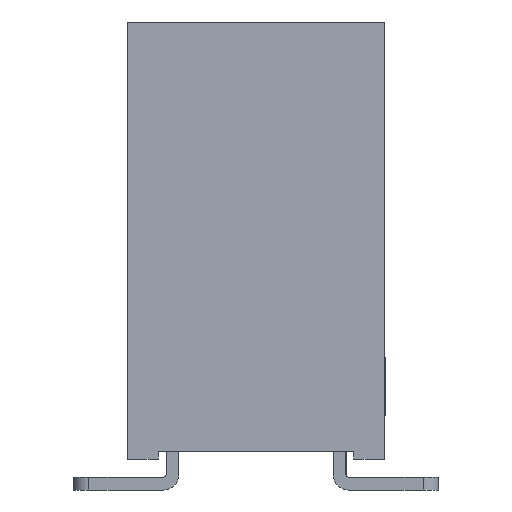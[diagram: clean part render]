
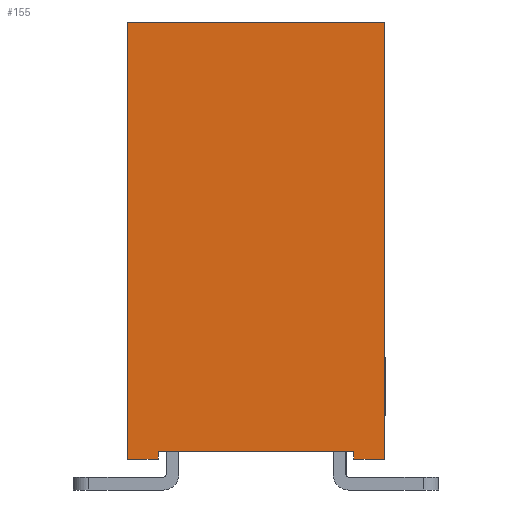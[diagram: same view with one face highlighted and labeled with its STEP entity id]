
A CAD part, left-side view. The second image highlights one B-rep face of the part: STEP entity #155.
In plain terms, the highlighted planar face has unit normal (-1, 0, 0).
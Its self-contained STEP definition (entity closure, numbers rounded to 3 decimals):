
#155 = ADVANCED_FACE ( 'NONE', ( #17546 ), #11117, .F. ) ;
#210 = CARTESIAN_POINT ( 'NONE',  ( -6.55, -1.9, 0. ) ) ;
#303 = EDGE_CURVE ( 'NONE', #2732, #12416, #8220, .T. ) ;
#436 = ORIENTED_EDGE ( 'NONE', *, *, #303, .T. ) ;
#648 = EDGE_CURVE ( 'NONE', #13327, #15954, #10332, .T. ) ;
#1246 = VERTEX_POINT ( 'NONE', #10309 ) ;
#1506 = CARTESIAN_POINT ( 'NONE',  ( -6.55, 2.5, 0. ) ) ;
#1741 = VECTOR ( 'NONE', #19286, 1000. ) ;
#1946 = VERTEX_POINT ( 'NONE', #12507 ) ;
#2078 = VECTOR ( 'NONE', #11766, 1000. ) ;
#2329 = CARTESIAN_POINT ( 'NONE',  ( -6.55, 2.5, 8.5 ) ) ;
#2732 = VERTEX_POINT ( 'NONE', #2329 ) ;
#3003 = ORIENTED_EDGE ( 'NONE', *, *, #12672, .T. ) ;
#3237 = VECTOR ( 'NONE', #15995, 1000. ) ;
#3364 = VECTOR ( 'NONE', #7884, 1000. ) ;
#4093 = CARTESIAN_POINT ( 'NONE',  ( -6.55, 2.5, 8.5 ) ) ;
#5324 = ORIENTED_EDGE ( 'NONE', *, *, #648, .T. ) ;
#6153 = ORIENTED_EDGE ( 'NONE', *, *, #7362, .F. ) ;
#6156 = VERTEX_POINT ( 'NONE', #12400 ) ;
#6351 = CARTESIAN_POINT ( 'NONE',  ( -6.55, -1.9, 0.15 ) ) ;
#6372 = EDGE_CURVE ( 'NONE', #18724, #6156, #13819, .T. ) ;
#6412 = CARTESIAN_POINT ( 'NONE',  ( -6.55, 1.9, 0.15 ) ) ;
#7362 = EDGE_CURVE ( 'NONE', #1946, #1246, #13258, .T. ) ;
#7699 = EDGE_CURVE ( 'NONE', #12416, #6156, #18112, .T. ) ;
#7884 = DIRECTION ( 'NONE',  ( 0., 1., 0. ) ) ;
#8220 = LINE ( 'NONE', #11095, #3237 ) ;
#8765 = LINE ( 'NONE', #19495, #1741 ) ;
#8898 = LINE ( 'NONE', #6351, #3364 ) ;
#9334 = DIRECTION ( 'NONE',  ( 0., 0., -1. ) ) ;
#9917 = DIRECTION ( 'NONE',  ( 0., 0., -1. ) ) ;
#10007 = CARTESIAN_POINT ( 'NONE',  ( -6.55, 2.5, 8.5 ) ) ;
#10061 = CARTESIAN_POINT ( 'NONE',  ( -6.55, -2.5, 8.5 ) ) ;
#10309 = CARTESIAN_POINT ( 'NONE',  ( -6.55, -2.5, 0. ) ) ;
#10332 = LINE ( 'NONE', #16460, #16519 ) ;
#10362 = ORIENTED_EDGE ( 'NONE', *, *, #6372, .F. ) ;
#10851 = CARTESIAN_POINT ( 'NONE',  ( -6.55, 1.9, 0.15 ) ) ;
#11095 = CARTESIAN_POINT ( 'NONE',  ( -6.55, 2.5, 8.5 ) ) ;
#11117 = PLANE ( 'NONE',  #13022 ) ;
#11360 = CARTESIAN_POINT ( 'NONE',  ( -6.55, -1.9, 0.15 ) ) ;
#11472 = EDGE_CURVE ( 'NONE', #13327, #18724, #8898, .T. ) ;
#11766 = DIRECTION ( 'NONE',  ( 0., -1., 0. ) ) ;
#12036 = ORIENTED_EDGE ( 'NONE', *, *, #11472, .F. ) ;
#12190 = CARTESIAN_POINT ( 'NONE',  ( -6.55, 2.5, 0. ) ) ;
#12400 = CARTESIAN_POINT ( 'NONE',  ( -6.55, 1.9, 0. ) ) ;
#12416 = VERTEX_POINT ( 'NONE', #12190 ) ;
#12507 = CARTESIAN_POINT ( 'NONE',  ( -6.55, -2.5, 8.5 ) ) ;
#12672 = EDGE_CURVE ( 'NONE', #15954, #1246, #8765, .T. ) ;
#13022 = AXIS2_PLACEMENT_3D ( 'NONE', #10007, #17248, #9917 ) ;
#13144 = VECTOR ( 'NONE', #14869, 1000. ) ;
#13258 = LINE ( 'NONE', #10061, #13144 ) ;
#13327 = VERTEX_POINT ( 'NONE', #11360 ) ;
#13437 = DIRECTION ( 'NONE',  ( 0., 0., -1. ) ) ;
#13574 = DIRECTION ( 'NONE',  ( 0., -1., 0. ) ) ;
#13819 = LINE ( 'NONE', #6412, #18074 ) ;
#13898 = ORIENTED_EDGE ( 'NONE', *, *, #18000, .F. ) ;
#14869 = DIRECTION ( 'NONE',  ( 0., 0., -1. ) ) ;
#15045 = ORIENTED_EDGE ( 'NONE', *, *, #7699, .T. ) ;
#15922 = LINE ( 'NONE', #4093, #2078 ) ;
#15954 = VERTEX_POINT ( 'NONE', #210 ) ;
#15995 = DIRECTION ( 'NONE',  ( 0., 0., -1. ) ) ;
#16460 = CARTESIAN_POINT ( 'NONE',  ( -6.55, -1.9, 0.15 ) ) ;
#16519 = VECTOR ( 'NONE', #13437, 1000. ) ;
#16946 = EDGE_LOOP ( 'NONE', ( #15045, #10362, #12036, #5324, #3003, #6153, #13898, #436 ) ) ;
#17248 = DIRECTION ( 'NONE',  ( 1., 0., 0. ) ) ;
#17546 = FACE_OUTER_BOUND ( 'NONE', #16946, .T. ) ;
#18000 = EDGE_CURVE ( 'NONE', #2732, #1946, #15922, .T. ) ;
#18074 = VECTOR ( 'NONE', #9334, 1000. ) ;
#18112 = LINE ( 'NONE', #1506, #19592 ) ;
#18724 = VERTEX_POINT ( 'NONE', #10851 ) ;
#19286 = DIRECTION ( 'NONE',  ( 0., -1., 0. ) ) ;
#19495 = CARTESIAN_POINT ( 'NONE',  ( -6.55, 2.5, 0. ) ) ;
#19592 = VECTOR ( 'NONE', #13574, 1000. ) ;
